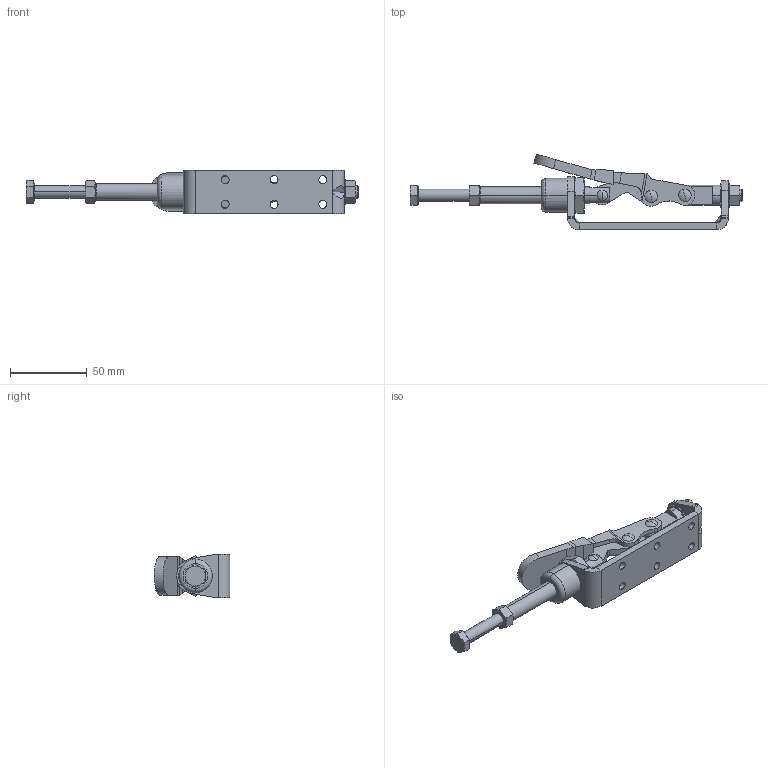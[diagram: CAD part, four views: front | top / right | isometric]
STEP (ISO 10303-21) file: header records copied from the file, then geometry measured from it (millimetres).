
FILE_DESCRIPTION (( 'STEP AP214' ), '1' );
FILE_NAME ('GH-30606M(Â²¤Æ).STEP', '2020-10-28T00:55:56', ( 'LinWei' ), ( '' ), 'SwSTEP 2.0', 'SolidWorks 2016', '' );
FILE_SCHEMA (( 'AUTOMOTIVE_DESIGN' ));
Length unit declared in the file: millimetre
Products named in the file (7): 1302FM05-1^GH-30606M(簡化); 43060637-1^GH-30606M(簡化); Group6^GH-30606M(簡化); Group5^GH-30606M(簡化); Group2^GH-30606M(簡化); Group1^GH-30606M(簡化); GH-30606M(簡化)
Assembly tree (6 placements, depth 2):
  GH-30606M(簡化)
    Group1^GH-30606M(簡化)
    Group2^GH-30606M(簡化)
    Group5^GH-30606M(簡化)
    Group6^GH-30606M(簡化)
    43060637-1^GH-30606M(簡化)
    1302FM05-1^GH-30606M(簡化)
Bounding box: 215.93 x 49.16 x 28.6 mm (x, y, z)
Volume: 52950 mm3; surface area: 30223.2 mm2
Topology: 9 solids, 9 shells, 651 faces, 1811 edges, 1217 vertices
Faces by surface type: plane 233, cylinder 214, bspline 136, cone 58, sphere 8, torus 2
Entity records: 26981 total; most frequent: CARTESIAN_POINT 10769, ORIENTED_EDGE 3612, DIRECTION 2170, EDGE_CURVE 1806, VERTEX_POINT 1217, B_SPLINE_CURVE_WITH_KNOTS 956, AXIS2_PLACEMENT_3D 844, EDGE_LOOP 727
